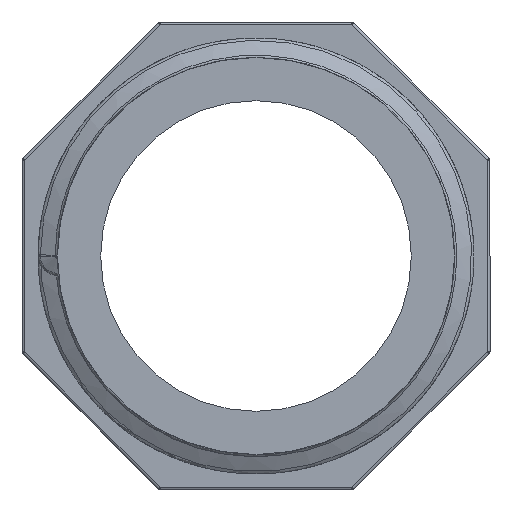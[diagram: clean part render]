
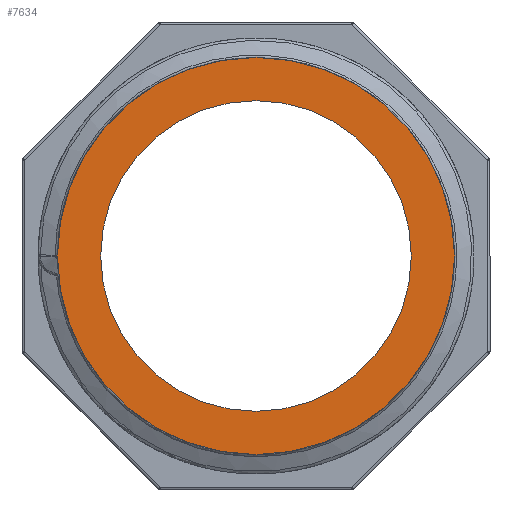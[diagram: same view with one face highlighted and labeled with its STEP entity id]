
A CAD part, left-side view. The second image highlights one B-rep face of the part: STEP entity #7634.
In plain terms, the highlighted planar face has unit normal (-1, 0, 0).
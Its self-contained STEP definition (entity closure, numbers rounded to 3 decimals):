
#38 = CIRCLE ( 'NONE', #161, 11.85 ) ;
#39 = AXIS2_PLACEMENT_3D ( 'NONE', #9310, #9325, #9326 ) ;
#161 = AXIS2_PLACEMENT_3D ( 'NONE', #6019, #6020, #6021 ) ;
#179 = CIRCLE ( 'NONE', #188, 15.145 ) ;
#188 = AXIS2_PLACEMENT_3D ( 'NONE', #6474, #6475, #6476 ) ;
#249 = CIRCLE ( 'NONE', #264, 11.85 ) ;
#264 = AXIS2_PLACEMENT_3D ( 'NONE', #9872, #9873, #9874 ) ;
#281 = AXIS2_PLACEMENT_3D ( 'NONE', #3826, #3827, #3828 ) ;
#291 = CIRCLE ( 'NONE', #281, 15.145 ) ;
#413 = VERTEX_POINT ( 'NONE', #3729 ) ;
#417 = VERTEX_POINT ( 'NONE', #3731 ) ;
#3157 = EDGE_CURVE ( 'NONE', #3310, #3309, #291, .T. ) ;
#3193 = EDGE_CURVE ( 'NONE', #413, #417, #249, .T. ) ;
#3309 = VERTEX_POINT ( 'NONE', #9259 ) ;
#3310 = VERTEX_POINT ( 'NONE', #9260 ) ;
#3515 = EDGE_LOOP ( 'NONE', ( #8051, #8050 ) ) ;
#3517 = EDGE_LOOP ( 'NONE', ( #8049, #8052 ) ) ;
#3729 = CARTESIAN_POINT ( 'NONE',  ( -22.65, 0., 11.85 ) ) ;
#3731 = CARTESIAN_POINT ( 'NONE',  ( -22.65, 0., -11.85 ) ) ;
#3826 = CARTESIAN_POINT ( 'NONE',  ( -22.65, 0., 0. ) ) ;
#3827 = DIRECTION ( 'NONE',  ( -1., 0., 0. ) ) ;
#3828 = DIRECTION ( 'NONE',  ( 0., 0., 1. ) ) ;
#6019 = CARTESIAN_POINT ( 'NONE',  ( -22.65, 0., 0. ) ) ;
#6020 = DIRECTION ( 'NONE',  ( -1., 0., 0. ) ) ;
#6021 = DIRECTION ( 'NONE',  ( 0., 0., 1. ) ) ;
#6474 = CARTESIAN_POINT ( 'NONE',  ( -22.65, 0., 0. ) ) ;
#6475 = DIRECTION ( 'NONE',  ( -1., 0., 0. ) ) ;
#6476 = DIRECTION ( 'NONE',  ( 0., 0., 1. ) ) ;
#7634 = ADVANCED_FACE ( 'NONE', ( #9321, #9322 ), #9323, .F. ) ;
#7764 = EDGE_CURVE ( 'NONE', #417, #413, #38, .T. ) ;
#7818 = EDGE_CURVE ( 'NONE', #3309, #3310, #179, .T. ) ;
#8049 = ORIENTED_EDGE ( 'NONE', *, *, #7818, .T. ) ;
#8050 = ORIENTED_EDGE ( 'NONE', *, *, #7764, .F. ) ;
#8051 = ORIENTED_EDGE ( 'NONE', *, *, #3193, .F. ) ;
#8052 = ORIENTED_EDGE ( 'NONE', *, *, #3157, .T. ) ;
#9259 = CARTESIAN_POINT ( 'NONE',  ( -22.65, 0., 15.145 ) ) ;
#9260 = CARTESIAN_POINT ( 'NONE',  ( -22.65, 0., -15.145 ) ) ;
#9310 = CARTESIAN_POINT ( 'NONE',  ( -22.65, 15.145, 0. ) ) ;
#9321 = FACE_BOUND ( 'NONE', #3515, .T. ) ;
#9322 = FACE_OUTER_BOUND ( 'NONE', #3517, .T. ) ;
#9323 = PLANE ( 'NONE',  #39 ) ;
#9325 = DIRECTION ( 'NONE',  ( 1., 0., 0. ) ) ;
#9326 = DIRECTION ( 'NONE',  ( 0., 0., -1. ) ) ;
#9872 = CARTESIAN_POINT ( 'NONE',  ( -22.65, 0., 0. ) ) ;
#9873 = DIRECTION ( 'NONE',  ( -1., 0., 0. ) ) ;
#9874 = DIRECTION ( 'NONE',  ( 0., 0., 1. ) ) ;
